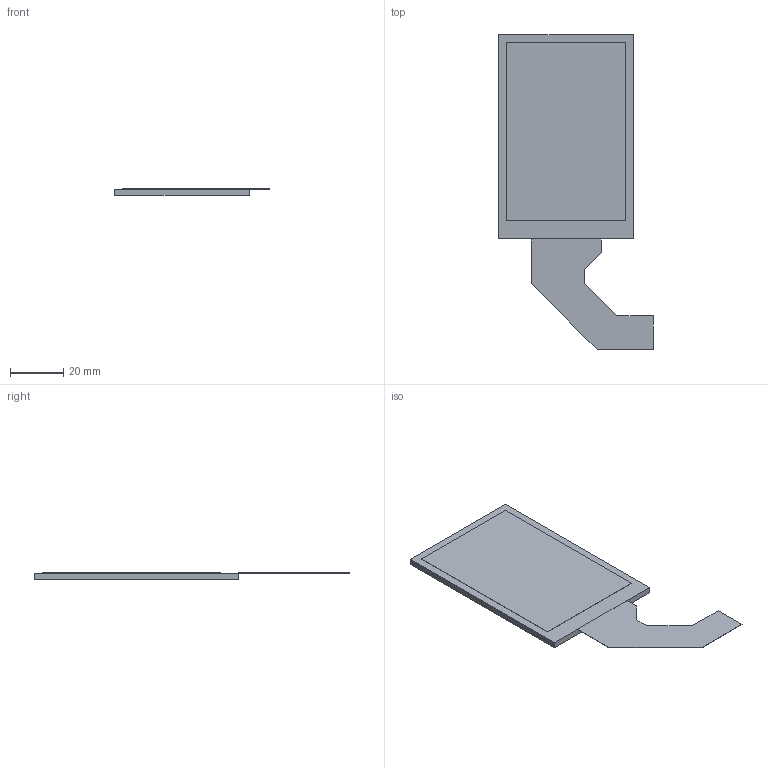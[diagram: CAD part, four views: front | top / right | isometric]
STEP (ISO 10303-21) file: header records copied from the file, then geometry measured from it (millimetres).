
FILE_DESCRIPTION(('FreeCAD Model'),'2;1');
FILE_NAME('Open CASCADE Shape Model','2025-12-02T11:14:04',(''),(''), 'Open CASCADE STEP processor 7.8','FreeCAD','Unknown');
FILE_SCHEMA(('AUTOMOTIVE_DESIGN { 1 0 10303 214 1 1 1 1 }'));
Length unit declared in the file: millimetre
Products named in the file (4): TD_T320T2G2399; LCDHousingBody; FlexBody; LCDScreenBody
Assembly tree (3 placements, depth 2):
  TD_T320T2G2399
    LCDHousingBody
    FlexBody
    LCDScreenBody
Bounding box: 58.05 x 118.14 x 2.48 mm (x, y, z)
Volume: 9553.4 mm3; surface area: 16340.2 mm2
Topology: 3 solids, 3 shells, 24 faces, 54 edges, 36 vertices
Faces by surface type: plane 24
Entity records: 752 total; most frequent: CARTESIAN_POINT 118, DIRECTION 110, ORIENTED_EDGE 108, EDGE_CURVE 54, LINE 54, VECTOR 54, VERTEX_POINT 36, AXIS2_PLACEMENT_3D 28
